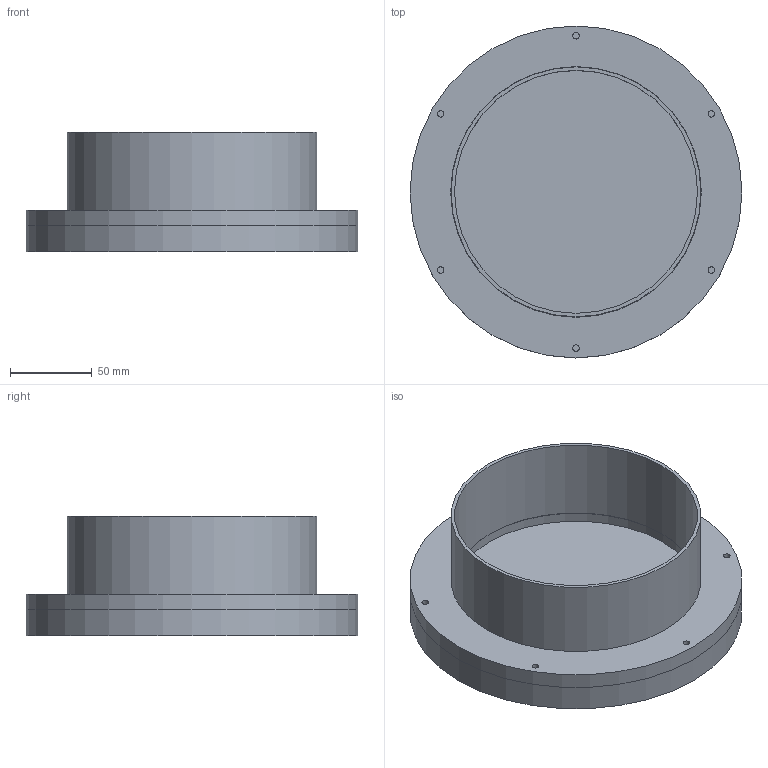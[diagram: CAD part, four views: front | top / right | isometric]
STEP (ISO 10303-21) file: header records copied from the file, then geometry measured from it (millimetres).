
FILE_DESCRIPTION(/* description */ (''),/* implementation_level */ '2;1');
FILE_NAME(/* name */ '9118015a.stp',/* time_stamp */ '2019-07-11T11:25:11-04:00',/* author */ ('Glen_C'),/* organization */ (''),/* preprocessor_version */ 'ST-DEVELOPER v16.13',/* originating_system */ 'Autodesk Inventor 2018',/* authorisation */ '');
FILE_SCHEMA (('AUTOMOTIVE_DESIGN { 1 0 10303 214 3 1 1 }'));
Length unit declared in the file: inch
Products named in the file (1): 9118015_S
Bounding box: 202.44 x 202.44 x 73.03 mm (x, y, z)
Volume: 558498.7 mm3; surface area: 162420.2 mm2
Topology: 1 solids, 1 shells, 155 faces, 316 edges, 196 vertices
Faces by surface type: plane 107, cylinder 35, cone 7, torus 6
Full cylindrical faces by diameter (mm): 3.962 x6, 7.468 x6, 7.874 x6, 8.433 x6, 148.184 x1, 149.225 x1, 152.4 x2, 152.908 x1, 158.75 x1, 168.656 x1, 171.45 x1, 172.466 x1, 202.438 x2
Entity records: 3899 total; most frequent: DIRECTION 680, CARTESIAN_POINT 596, ORIENTED_EDGE 512, AXIS2_PLACEMENT_3D 268, EDGE_CURVE 256, EDGE_LOOP 236, VERTEX_POINT 184, STYLED_ITEM 156
